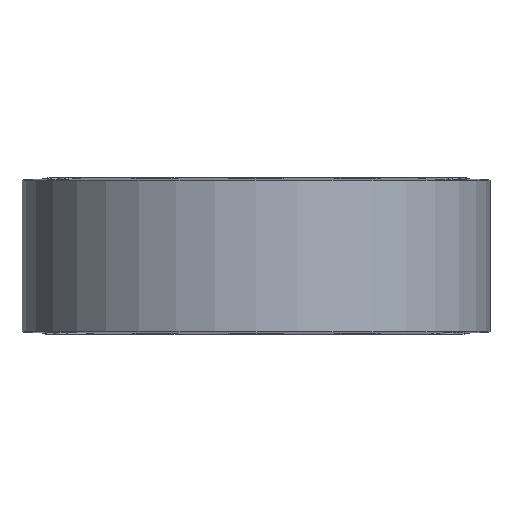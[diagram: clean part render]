
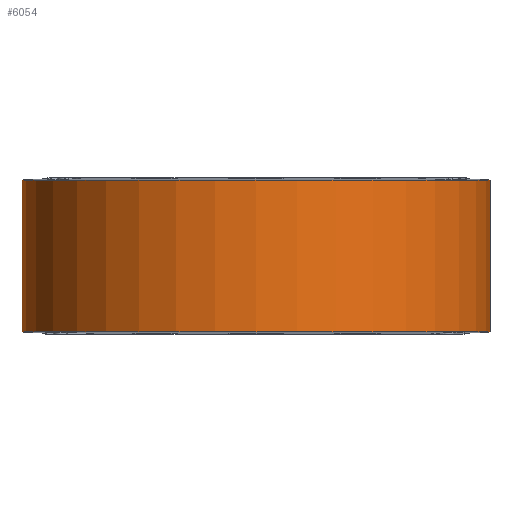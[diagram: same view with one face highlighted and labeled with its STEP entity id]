
A CAD part, front view. The second image highlights one B-rep face of the part: STEP entity #6054.
In plain terms, the highlighted cylindrical face has radius 38.1 mm (diameter 76.2 mm), a partial arc.
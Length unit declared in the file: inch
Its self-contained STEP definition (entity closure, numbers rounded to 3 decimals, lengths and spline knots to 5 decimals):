
#24 = EDGE_CURVE ( 'NONE', #5783, #14961, #11705, .T. ) ;
#352 = LINE ( 'NONE', #15145, #15139 ) ;
#407 = EDGE_CURVE ( 'NONE', #2104, #8614, #3506, .T. ) ;
#920 = ORIENTED_EDGE ( 'NONE', *, *, #24, .T. ) ;
#1354 = ORIENTED_EDGE ( 'NONE', *, *, #407, .F. ) ;
#2104 = VERTEX_POINT ( 'NONE', #10585 ) ;
#2124 = DIRECTION ( 'NONE',  ( 0., 1., 0. ) ) ;
#2222 = AXIS2_PLACEMENT_3D ( 'NONE', #6407, #13973, #2638 ) ;
#2638 = DIRECTION ( 'NONE',  ( 0., 1., 0. ) ) ;
#3286 = CIRCLE ( 'NONE', #12242, 1.5 ) ;
#3371 = CARTESIAN_POINT ( 'NONE',  ( -1.5, 0., 0.5 ) ) ;
#3506 = CIRCLE ( 'NONE', #13506, 1.5 ) ;
#3599 = AXIS2_PLACEMENT_3D ( 'NONE', #7499, #6292, #4778 ) ;
#4778 = DIRECTION ( 'NONE',  ( -1., 0., 0. ) ) ;
#4898 = EDGE_CURVE ( 'NONE', #14270, #8614, #15497, .T. ) ;
#5587 = CIRCLE ( 'NONE', #2222, 1.5 ) ;
#5596 = DIRECTION ( 'NONE',  ( 0., 0., -1. ) ) ;
#5627 = VECTOR ( 'NONE', #9379, 39.37008 ) ;
#5783 = VERTEX_POINT ( 'NONE', #14040 ) ;
#6054 = ADVANCED_FACE ( 'NONE', ( #9972 ), #11110, .T. ) ;
#6120 = EDGE_CURVE ( 'NONE', #5783, #15649, #352, .T. ) ;
#6292 = DIRECTION ( 'NONE',  ( 0., 0., -1. ) ) ;
#6407 = CARTESIAN_POINT ( 'NONE',  ( 0., 0., 0.4869 ) ) ;
#7131 = CARTESIAN_POINT ( 'NONE',  ( -1.5, 0., 0.4869 ) ) ;
#7499 = CARTESIAN_POINT ( 'NONE',  ( 0., 0., 0.5 ) ) ;
#7985 = DIRECTION ( 'NONE',  ( 0., 0., -1. ) ) ;
#8075 = CARTESIAN_POINT ( 'NONE',  ( 0., 0., -0.4869 ) ) ;
#8127 = ORIENTED_EDGE ( 'NONE', *, *, #14343, .T. ) ;
#8146 = CARTESIAN_POINT ( 'NONE',  ( 1.5, 0., -0.4869 ) ) ;
#8614 = VERTEX_POINT ( 'NONE', #9281 ) ;
#9033 = CARTESIAN_POINT ( 'NONE',  ( 0., 0., 0.4869 ) ) ;
#9281 = CARTESIAN_POINT ( 'NONE',  ( -1.5, 0., -0.4869 ) ) ;
#9379 = DIRECTION ( 'NONE',  ( 0., 0., -1. ) ) ;
#9474 = DIRECTION ( 'NONE',  ( 0., 0., -1. ) ) ;
#9496 = DIRECTION ( 'NONE',  ( 0., 0., -1. ) ) ;
#9972 = FACE_OUTER_BOUND ( 'NONE', #14440, .T. ) ;
#10152 = AXIS2_PLACEMENT_3D ( 'NONE', #9033, #5596, #10474 ) ;
#10474 = DIRECTION ( 'NONE',  ( 0., 1., 0. ) ) ;
#10585 = CARTESIAN_POINT ( 'NONE',  ( 0., -1.5, -0.4869 ) ) ;
#11110 = CYLINDRICAL_SURFACE ( 'NONE', #3599, 1.5 ) ;
#11648 = ORIENTED_EDGE ( 'NONE', *, *, #15637, .F. ) ;
#11705 = CIRCLE ( 'NONE', #10152, 1.5 ) ;
#12242 = AXIS2_PLACEMENT_3D ( 'NONE', #8075, #9496, #2124 ) ;
#12923 = CARTESIAN_POINT ( 'NONE',  ( 0., -1.5, 0.4869 ) ) ;
#13506 = AXIS2_PLACEMENT_3D ( 'NONE', #14472, #9474, #15663 ) ;
#13973 = DIRECTION ( 'NONE',  ( 0., 0., -1. ) ) ;
#14040 = CARTESIAN_POINT ( 'NONE',  ( 1.5, 0., 0.4869 ) ) ;
#14270 = VERTEX_POINT ( 'NONE', #7131 ) ;
#14343 = EDGE_CURVE ( 'NONE', #14961, #14270, #5587, .T. ) ;
#14440 = EDGE_LOOP ( 'NONE', ( #15737, #920, #8127, #14748, #1354, #11648 ) ) ;
#14472 = CARTESIAN_POINT ( 'NONE',  ( 0., 0., -0.4869 ) ) ;
#14748 = ORIENTED_EDGE ( 'NONE', *, *, #4898, .T. ) ;
#14961 = VERTEX_POINT ( 'NONE', #12923 ) ;
#15139 = VECTOR ( 'NONE', #7985, 39.37008 ) ;
#15145 = CARTESIAN_POINT ( 'NONE',  ( 1.5, 0., 0.5 ) ) ;
#15497 = LINE ( 'NONE', #3371, #5627 ) ;
#15637 = EDGE_CURVE ( 'NONE', #15649, #2104, #3286, .T. ) ;
#15649 = VERTEX_POINT ( 'NONE', #8146 ) ;
#15663 = DIRECTION ( 'NONE',  ( 0., 1., 0. ) ) ;
#15737 = ORIENTED_EDGE ( 'NONE', *, *, #6120, .F. ) ;
